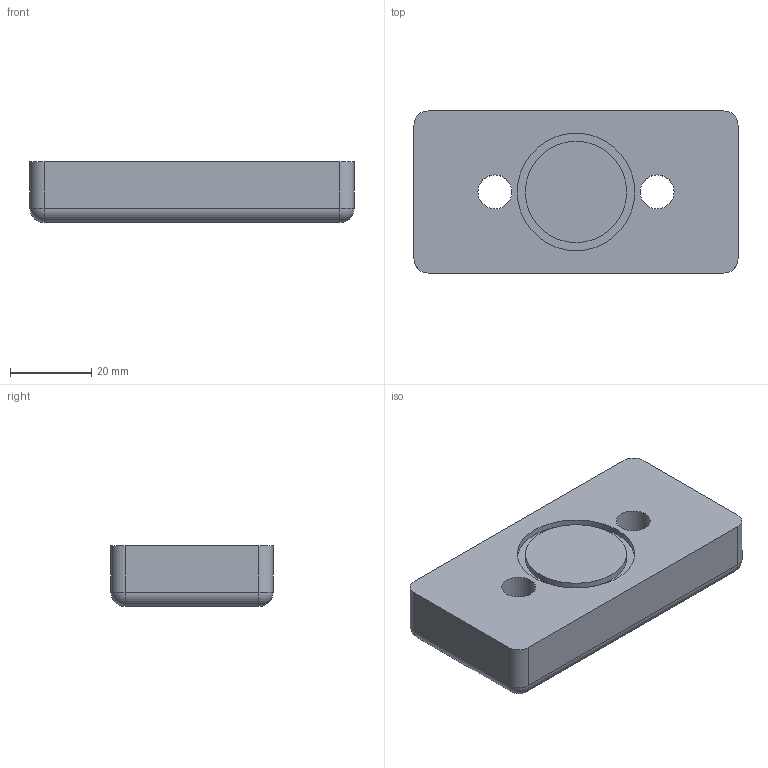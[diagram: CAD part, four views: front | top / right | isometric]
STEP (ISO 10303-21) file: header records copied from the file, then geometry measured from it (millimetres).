
FILE_DESCRIPTION((''),'2;1');
FILE_NAME('SD0122N.stp','2009-08-10T15:12:01',('teddy iii'),(''),'Autodesk Inventor 11','Autodesk Inventor 11','');
FILE_SCHEMA(('AUTOMOTIVE_DESIGN { 1 0 10303 214 1 1 1 1 }'));
Length unit declared in the file: millimetre
Products named in the file (1): SD0122N
Bounding box: 80 x 40 x 15 mm (x, y, z)
Volume: 43140.3 mm3; surface area: 10729.3 mm2
Topology: 1 solids, 1 shells, 28 faces, 58 edges, 32 vertices
Faces by surface type: cylinder 10, plane 8, bspline 6, sphere 4
Full cylindrical faces by diameter (mm): 25 x1, 29 x1
Entity records: 763 total; most frequent: CARTESIAN_POINT 183, DIRECTION 122, ORIENTED_EDGE 96, AXIS2_PLACEMENT_3D 51, EDGE_CURVE 48, EDGE_LOOP 42, VERTEX_POINT 32, CIRCLE 28
